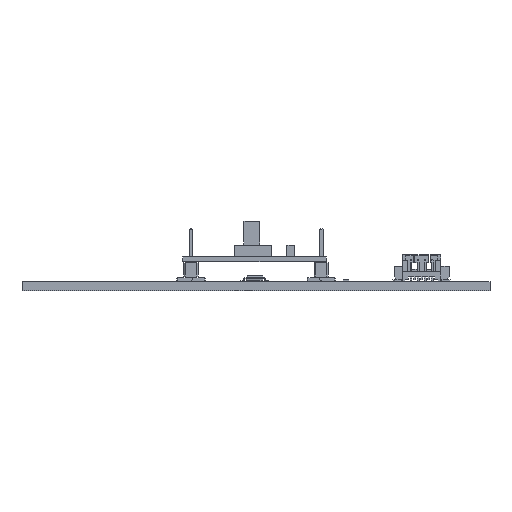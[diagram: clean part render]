
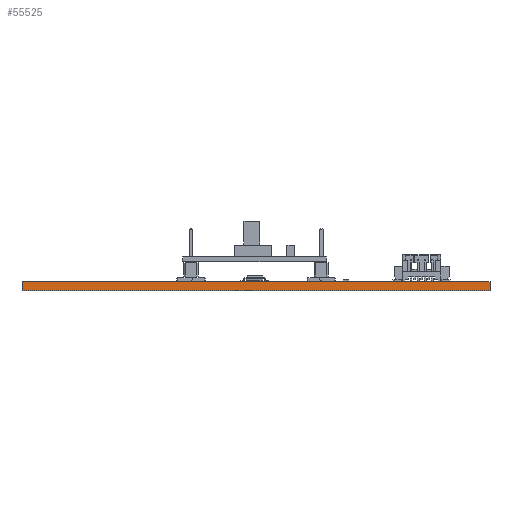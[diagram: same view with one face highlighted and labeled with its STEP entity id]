
A CAD part, front view. The second image highlights one B-rep face of the part: STEP entity #55525.
In plain terms, the highlighted planar face has unit normal (0, -1, 0).
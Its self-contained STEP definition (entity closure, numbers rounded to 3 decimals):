
#55409 = EDGE_CURVE('',#55410,#55412,#55414,.T.);
#55410 = VERTEX_POINT('',#55411);
#55411 = CARTESIAN_POINT('',(121.62,-346.38,0.));
#55412 = VERTEX_POINT('',#55413);
#55413 = CARTESIAN_POINT('',(121.62,-346.38,1.6));
#55414 = SURFACE_CURVE('',#55415,(#55419,#55431),.PCURVE_S1.);
#55415 = LINE('',#55416,#55417);
#55416 = CARTESIAN_POINT('',(121.62,-346.38,0.));
#55417 = VECTOR('',#55418,1.);
#55418 = DIRECTION('',(0.,0.,1.));
#55419 = PCURVE('',#55420,#55425);
#55420 = PLANE('',#55421);
#55421 = AXIS2_PLACEMENT_3D('',#55422,#55423,#55424);
#55422 = CARTESIAN_POINT('',(121.62,-346.38,0.));
#55423 = DIRECTION('',(-1.,0.,0.));
#55424 = DIRECTION('',(0.,1.,0.));
#55425 = DEFINITIONAL_REPRESENTATION('',(#55426),#55430);
#55426 = LINE('',#55427,#55428);
#55427 = CARTESIAN_POINT('',(0.,0.));
#55428 = VECTOR('',#55429,1.);
#55429 = DIRECTION('',(0.,-1.));
#55430 = ( GEOMETRIC_REPRESENTATION_CONTEXT(2) 
PARAMETRIC_REPRESENTATION_CONTEXT() REPRESENTATION_CONTEXT('2D SPACE',''
  ) );
#55431 = PCURVE('',#55432,#55437);
#55432 = PLANE('',#55433);
#55433 = AXIS2_PLACEMENT_3D('',#55434,#55435,#55436);
#55434 = CARTESIAN_POINT('',(204.22,-346.38,0.));
#55435 = DIRECTION('',(0.,-1.,0.));
#55436 = DIRECTION('',(-1.,0.,0.));
#55437 = DEFINITIONAL_REPRESENTATION('',(#55438),#55442);
#55438 = LINE('',#55439,#55440);
#55439 = CARTESIAN_POINT('',(82.6,0.));
#55440 = VECTOR('',#55441,1.);
#55441 = DIRECTION('',(0.,-1.));
#55442 = ( GEOMETRIC_REPRESENTATION_CONTEXT(2) 
PARAMETRIC_REPRESENTATION_CONTEXT() REPRESENTATION_CONTEXT('2D SPACE',''
  ) );
#55460 = PLANE('',#55461);
#55461 = AXIS2_PLACEMENT_3D('',#55462,#55463,#55464);
#55462 = CARTESIAN_POINT('',(162.913,-297.413,1.6));
#55463 = DIRECTION('',(0.,0.,-1.));
#55464 = DIRECTION('',(-1.,0.,0.));
#55514 = PLANE('',#55515);
#55515 = AXIS2_PLACEMENT_3D('',#55516,#55517,#55518);
#55516 = CARTESIAN_POINT('',(162.913,-297.413,0.));
#55517 = DIRECTION('',(0.,0.,-1.));
#55518 = DIRECTION('',(-1.,0.,0.));
#55525 = ADVANCED_FACE('',(#55526),#55432,.T.);
#55526 = FACE_BOUND('',#55527,.T.);
#55527 = EDGE_LOOP('',(#55528,#55558,#55579,#55580));
#55528 = ORIENTED_EDGE('',*,*,#55529,.T.);
#55529 = EDGE_CURVE('',#55530,#55532,#55534,.T.);
#55530 = VERTEX_POINT('',#55531);
#55531 = CARTESIAN_POINT('',(204.22,-346.38,0.));
#55532 = VERTEX_POINT('',#55533);
#55533 = CARTESIAN_POINT('',(204.22,-346.38,1.6));
#55534 = SURFACE_CURVE('',#55535,(#55539,#55546),.PCURVE_S1.);
#55535 = LINE('',#55536,#55537);
#55536 = CARTESIAN_POINT('',(204.22,-346.38,0.));
#55537 = VECTOR('',#55538,1.);
#55538 = DIRECTION('',(0.,0.,1.));
#55539 = PCURVE('',#55432,#55540);
#55540 = DEFINITIONAL_REPRESENTATION('',(#55541),#55545);
#55541 = LINE('',#55542,#55543);
#55542 = CARTESIAN_POINT('',(0.,0.));
#55543 = VECTOR('',#55544,1.);
#55544 = DIRECTION('',(0.,-1.));
#55545 = ( GEOMETRIC_REPRESENTATION_CONTEXT(2) 
PARAMETRIC_REPRESENTATION_CONTEXT() REPRESENTATION_CONTEXT('2D SPACE',''
  ) );
#55546 = PCURVE('',#55547,#55552);
#55547 = PLANE('',#55548);
#55548 = AXIS2_PLACEMENT_3D('',#55549,#55550,#55551);
#55549 = CARTESIAN_POINT('',(204.22,-248.48,0.));
#55550 = DIRECTION('',(1.,0.,0.));
#55551 = DIRECTION('',(0.,-1.,0.));
#55552 = DEFINITIONAL_REPRESENTATION('',(#55553),#55557);
#55553 = LINE('',#55554,#55555);
#55554 = CARTESIAN_POINT('',(97.9,0.));
#55555 = VECTOR('',#55556,1.);
#55556 = DIRECTION('',(0.,-1.));
#55557 = ( GEOMETRIC_REPRESENTATION_CONTEXT(2) 
PARAMETRIC_REPRESENTATION_CONTEXT() REPRESENTATION_CONTEXT('2D SPACE',''
  ) );
#55558 = ORIENTED_EDGE('',*,*,#55559,.T.);
#55559 = EDGE_CURVE('',#55532,#55412,#55560,.T.);
#55560 = SURFACE_CURVE('',#55561,(#55565,#55572),.PCURVE_S1.);
#55561 = LINE('',#55562,#55563);
#55562 = CARTESIAN_POINT('',(204.22,-346.38,1.6));
#55563 = VECTOR('',#55564,1.);
#55564 = DIRECTION('',(-1.,0.,0.));
#55565 = PCURVE('',#55432,#55566);
#55566 = DEFINITIONAL_REPRESENTATION('',(#55567),#55571);
#55567 = LINE('',#55568,#55569);
#55568 = CARTESIAN_POINT('',(0.,-1.6));
#55569 = VECTOR('',#55570,1.);
#55570 = DIRECTION('',(1.,0.));
#55571 = ( GEOMETRIC_REPRESENTATION_CONTEXT(2) 
PARAMETRIC_REPRESENTATION_CONTEXT() REPRESENTATION_CONTEXT('2D SPACE',''
  ) );
#55572 = PCURVE('',#55460,#55573);
#55573 = DEFINITIONAL_REPRESENTATION('',(#55574),#55578);
#55574 = LINE('',#55575,#55576);
#55575 = CARTESIAN_POINT('',(-41.307,-48.967));
#55576 = VECTOR('',#55577,1.);
#55577 = DIRECTION('',(1.,0.));
#55578 = ( GEOMETRIC_REPRESENTATION_CONTEXT(2) 
PARAMETRIC_REPRESENTATION_CONTEXT() REPRESENTATION_CONTEXT('2D SPACE',''
  ) );
#55579 = ORIENTED_EDGE('',*,*,#55409,.F.);
#55580 = ORIENTED_EDGE('',*,*,#55581,.F.);
#55581 = EDGE_CURVE('',#55530,#55410,#55582,.T.);
#55582 = SURFACE_CURVE('',#55583,(#55587,#55594),.PCURVE_S1.);
#55583 = LINE('',#55584,#55585);
#55584 = CARTESIAN_POINT('',(204.22,-346.38,0.));
#55585 = VECTOR('',#55586,1.);
#55586 = DIRECTION('',(-1.,0.,0.));
#55587 = PCURVE('',#55432,#55588);
#55588 = DEFINITIONAL_REPRESENTATION('',(#55589),#55593);
#55589 = LINE('',#55590,#55591);
#55590 = CARTESIAN_POINT('',(0.,0.));
#55591 = VECTOR('',#55592,1.);
#55592 = DIRECTION('',(1.,0.));
#55593 = ( GEOMETRIC_REPRESENTATION_CONTEXT(2) 
PARAMETRIC_REPRESENTATION_CONTEXT() REPRESENTATION_CONTEXT('2D SPACE',''
  ) );
#55594 = PCURVE('',#55514,#55595);
#55595 = DEFINITIONAL_REPRESENTATION('',(#55596),#55600);
#55596 = LINE('',#55597,#55598);
#55597 = CARTESIAN_POINT('',(-41.307,-48.967));
#55598 = VECTOR('',#55599,1.);
#55599 = DIRECTION('',(1.,0.));
#55600 = ( GEOMETRIC_REPRESENTATION_CONTEXT(2) 
PARAMETRIC_REPRESENTATION_CONTEXT() REPRESENTATION_CONTEXT('2D SPACE',''
  ) );
